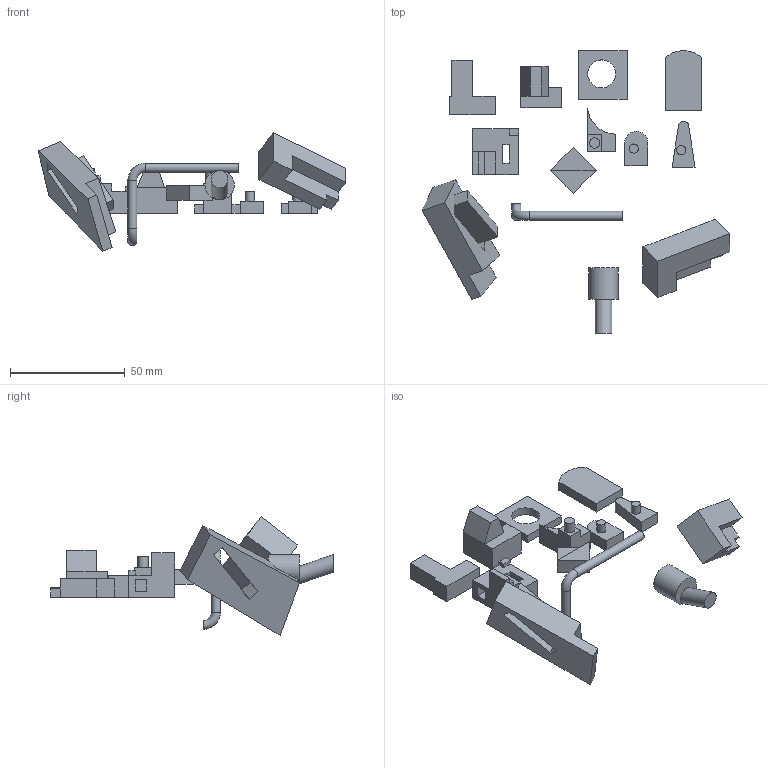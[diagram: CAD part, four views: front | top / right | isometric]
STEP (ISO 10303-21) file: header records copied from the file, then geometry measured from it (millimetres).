
FILE_DESCRIPTION(('STEP AP214'),'1');
FILE_NAME('SS_-793e-2.stp','2022-05-11T13:38:16',(' '),(' '),'Spatial InterOp 3D',' ',' ');
FILE_SCHEMA(('AUTOMOTIVE_DESIGN { 1 0 10303 214 1 1 1 1 }'));
Length unit declared in the file: centimetre
Products named in the file (22): three_objects_steps_depression_oblique_cyl_tilted222; Design12; Design100; three_objects_steps_depression_oblique_cyl_tilted; three_objects_steps_depressions; Component1; Component2; T; three_objects_steps_depression_oblique; step; three_objects_steps_depression_oblique_cyl; cylindrical_hole; three_objects_steps_depression_oblique_cyl_tilted22; cylindrical_cut_out; curved; small_angle_cylinder; three_objects_steps_depression_oblique_cyl_tilted2; cylindrical_Wedge; Cyl_bend; CylCyl_oblique; SolidsCollection_-793e-2; SS_-793e-2
Assembly tree (21 placements, depth 9):
  SS_-793e-2
    SolidsCollection_-793e-2
      three_objects_steps_depression_oblique_cyl_tilted2
        three_objects_steps_depression_oblique_cyl_tilted22
          three_objects_steps_depression_oblique_cyl_tilted
            three_objects_steps_depression_oblique_cyl_tilted222
              Design12
              Design100
            three_objects_steps_depression_oblique_cyl
              three_objects_steps_depression_oblique
                three_objects_steps_depressions
                  Component1
                  Component2
                  T
                step
              cylindrical_hole
          cylindrical_cut_out
          curved
          small_angle_cylinder
        cylindrical_Wedge
        Cyl_bend
        CylCyl_oblique
Bounding box: 133.83 x 122.81 x 51.61 mm (x, y, z)
Volume: 38486.2 mm3; surface area: 20726.6 mm2
Topology: 13 solids, 13 shells, 138 faces, 318 edges, 208 vertices
Faces by surface type: plane 120, cylinder 14, torus 4
Full cylindrical faces by diameter (mm): 1.861 x2, 3.954 x2, 4 x2, 4.472 x1, 7.211 x1, 12.166 x1, 12.806 x1
Entity records: 4422 total; most frequent: CARTESIAN_POINT 680, DIRECTION 670, ORIENTED_EDGE 608, EDGE_CURVE 304, LINE 274, VECTOR 274, VERTEX_POINT 208, AXIS2_PLACEMENT_3D 198
